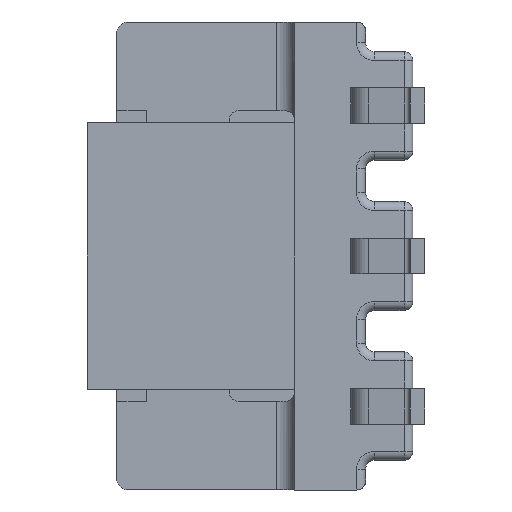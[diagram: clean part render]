
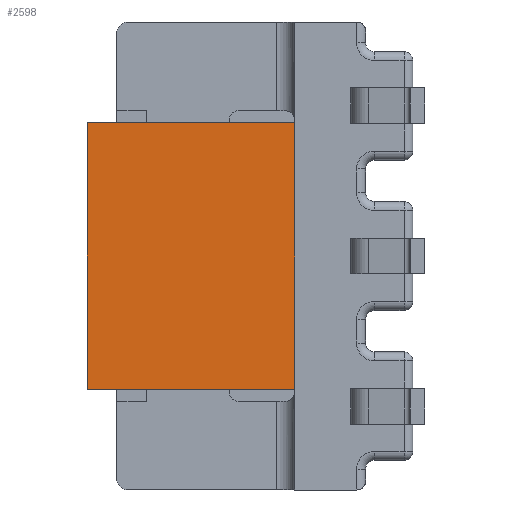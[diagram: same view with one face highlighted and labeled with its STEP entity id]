
A CAD part, left-side view. The second image highlights one B-rep face of the part: STEP entity #2598.
In plain terms, the highlighted face is planar.
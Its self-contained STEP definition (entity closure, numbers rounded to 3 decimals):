
#72 = LINE ( 'NONE', #4894, #11240 ) ;
#201 = EDGE_CURVE ( 'NONE', #1220, #8390, #12280, .T. ) ;
#304 = CARTESIAN_POINT ( 'NONE',  ( 6.6, 6., 3.5 ) ) ;
#1220 = VERTEX_POINT ( 'NONE', #12022 ) ;
#2598 = ADVANCED_FACE ( 'NONE', ( #11680 ), #8033, .F. ) ;
#3692 = CARTESIAN_POINT ( 'NONE',  ( 6.6, 1.5, 0. ) ) ;
#3925 = ORIENTED_EDGE ( 'NONE', *, *, #201, .F. ) ;
#4894 = CARTESIAN_POINT ( 'NONE',  ( 6.6, 3., 3.5 ) ) ;
#5135 = VERTEX_POINT ( 'NONE', #304 ) ;
#5837 = VECTOR ( 'NONE', #8599, 1000. ) ;
#6310 = EDGE_CURVE ( 'NONE', #1220, #5135, #11528, .T. ) ;
#6598 = VECTOR ( 'NONE', #7835, 1000. ) ;
#7111 = ORIENTED_EDGE ( 'NONE', *, *, #6310, .T. ) ;
#7818 = CARTESIAN_POINT ( 'NONE',  ( 6.6, 1.5, 0.4 ) ) ;
#7835 = DIRECTION ( 'NONE',  ( 0., -1., 0. ) ) ;
#8033 = PLANE ( 'NONE',  #12641 ) ;
#8390 = VERTEX_POINT ( 'NONE', #3692 ) ;
#8509 = VERTEX_POINT ( 'NONE', #12714 ) ;
#8557 = CARTESIAN_POINT ( 'NONE',  ( 6.6, 6., 0.4 ) ) ;
#8599 = DIRECTION ( 'NONE',  ( 0., 0., 1. ) ) ;
#9722 = EDGE_LOOP ( 'NONE', ( #12157, #11067, #3925, #7111 ) ) ;
#10200 = CARTESIAN_POINT ( 'NONE',  ( 6.6, 3., 0. ) ) ;
#10529 = VECTOR ( 'NONE', #13074, 1000. ) ;
#10716 = EDGE_CURVE ( 'NONE', #8509, #8390, #10864, .T. ) ;
#10864 = LINE ( 'NONE', #7818, #10529 ) ;
#11067 = ORIENTED_EDGE ( 'NONE', *, *, #10716, .T. ) ;
#11240 = VECTOR ( 'NONE', #11300, 1000. ) ;
#11300 = DIRECTION ( 'NONE',  ( 0., 1., 0. ) ) ;
#11528 = LINE ( 'NONE', #8557, #5837 ) ;
#11680 = FACE_OUTER_BOUND ( 'NONE', #9722, .T. ) ;
#11990 = CARTESIAN_POINT ( 'NONE',  ( 6.6, 3., 0.4 ) ) ;
#12014 = DIRECTION ( 'NONE',  ( -1., 0., 0. ) ) ;
#12022 = CARTESIAN_POINT ( 'NONE',  ( 6.6, 6., 0. ) ) ;
#12055 = DIRECTION ( 'NONE',  ( 0., 0., 1. ) ) ;
#12157 = ORIENTED_EDGE ( 'NONE', *, *, #13614, .F. ) ;
#12280 = LINE ( 'NONE', #10200, #6598 ) ;
#12641 = AXIS2_PLACEMENT_3D ( 'NONE', #11990, #12014, #12055 ) ;
#12714 = CARTESIAN_POINT ( 'NONE',  ( 6.6, 1.5, 3.5 ) ) ;
#13074 = DIRECTION ( 'NONE',  ( 0., 0., -1. ) ) ;
#13614 = EDGE_CURVE ( 'NONE', #8509, #5135, #72, .T. ) ;
